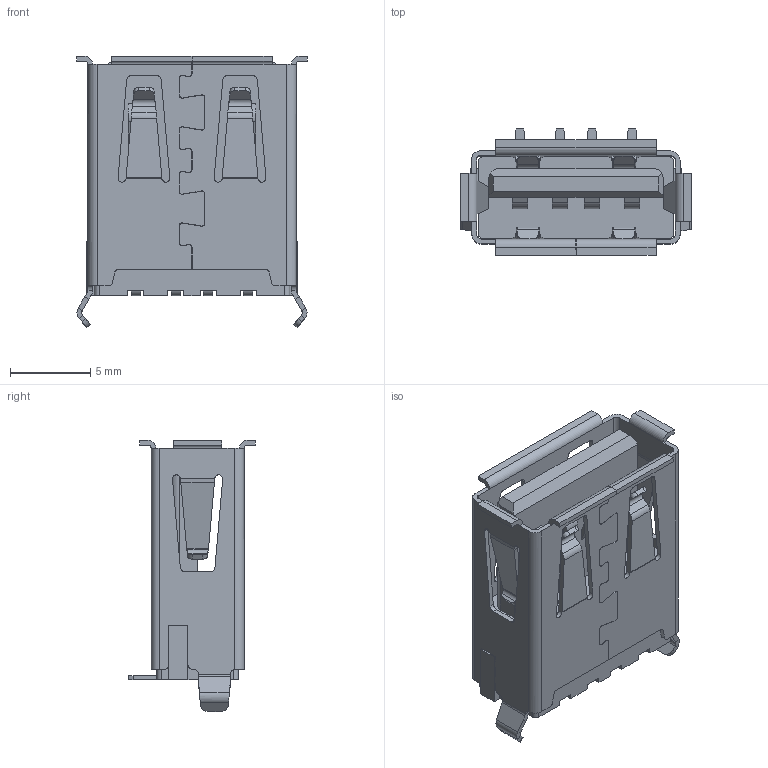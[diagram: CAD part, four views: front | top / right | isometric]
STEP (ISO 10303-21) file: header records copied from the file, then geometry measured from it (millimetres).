
FILE_DESCRIPTION (( 'STEP AP214' ), '1' );
FILE_NAME ('CUI_DEVICES_UJ2-AV-4-SMT-TR-T.step', '2021-06-16T15:11:27', ( '' ), ( '' ), 'SwSTEP 2.0', 'SolidWorks 2021', '' );
FILE_SCHEMA (( 'AUTOMOTIVE_DESIGN' ));
Length unit declared in the file: millimetre
Products named in the file (1): CUI_DEVICES_UJ2-AV-4-SMT-TR-T
Bounding box: 14.4 x 7.9 x 16.93 mm (x, y, z)
Volume: 680.3 mm3; surface area: 1637.1 mm2
Topology: 10 solids, 10 shells, 545 faces, 1398 edges, 874 vertices
Faces by surface type: plane 313, cylinder 186, bspline 46
Entity records: 23172 total; most frequent: CARTESIAN_POINT 3984, ORIENTED_EDGE 2796, DIRECTION 2584, EDGE_CURVE 1398, LINE 1004, VECTOR 1004, VERTEX_POINT 874, AXIS2_PLACEMENT_3D 790
